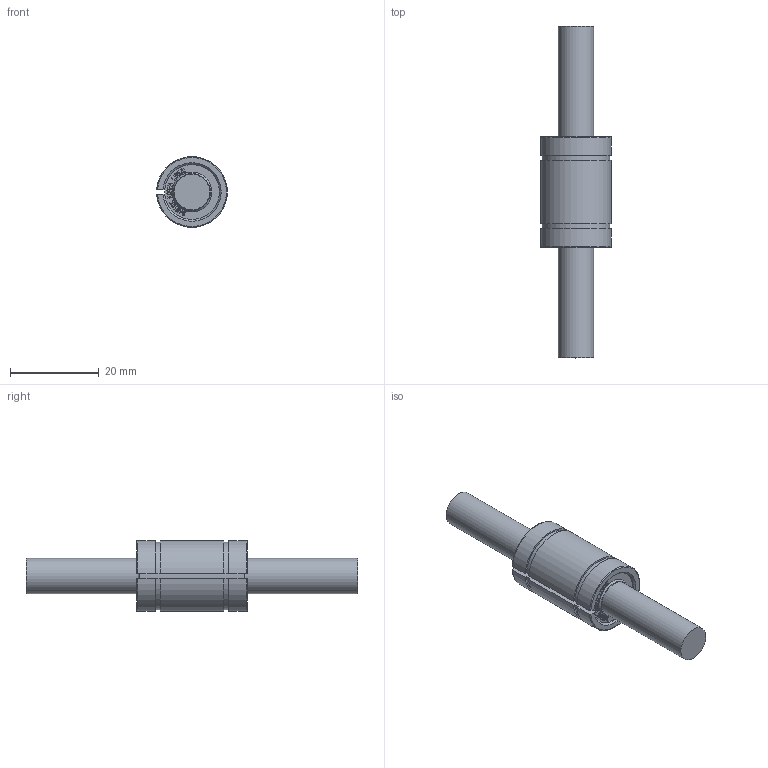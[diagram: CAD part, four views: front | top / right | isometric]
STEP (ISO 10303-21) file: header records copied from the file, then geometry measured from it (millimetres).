
FILE_DESCRIPTION((''),'2;1');
FILE_NAME('LME8UUAJ.stp','2013-02-05T19:09:56',('user2'),(''),'Autodesk Inventor 2012','Autodesk Inventor 2012','');
FILE_SCHEMA(('AUTOMOTIVE_DESIGN { 1 0 10303 214 1 1 1 1 }'));
Length unit declared in the file: millimetre
Products named in the file (1): LME8UUAJ
Bounding box: 15.98 x 75 x 15.99 mm (x, y, z)
Volume: 7354.2 mm3; surface area: 3137.1 mm2
Topology: 1 solids, 1 shells, 816 faces, 2296 edges, 1530 vertices
Faces by surface type: bspline 580, plane 220, cylinder 10, cone 4, torus 2
Full cylindrical faces by diameter (mm): 8 x2
Entity records: 28325 total; most frequent: CARTESIAN_POINT 10479, ORIENTED_EDGE 4580, EDGE_CURVE 2290, DIRECTION 1624, VERTEX_POINT 1528, VECTOR 1094, LINE 1094, EDGE_LOOP 868
